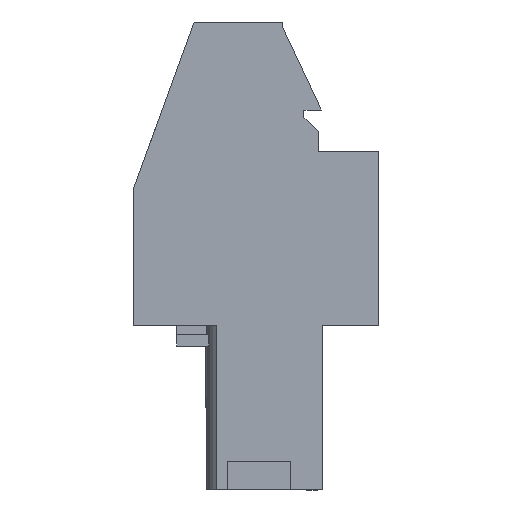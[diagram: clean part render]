
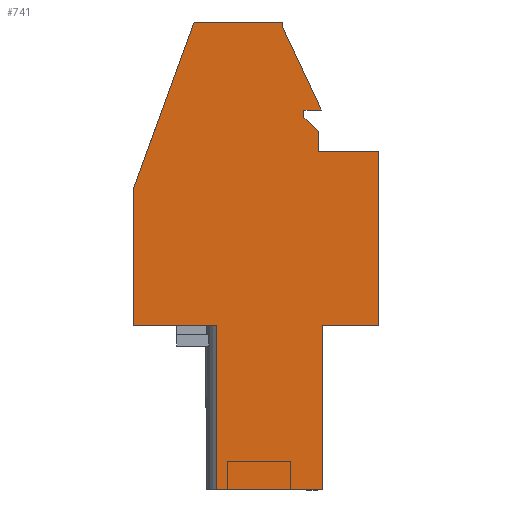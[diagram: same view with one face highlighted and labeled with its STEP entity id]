
A CAD part, left-side view. The second image highlights one B-rep face of the part: STEP entity #741.
In plain terms, the highlighted planar face has unit normal (-1, 0, 0).
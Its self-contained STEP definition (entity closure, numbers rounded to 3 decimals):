
#625=AXIS2_PLACEMENT_3D('Plane Axis2P3D',#622,#623,#624) ;
#49=CARTESIAN_POINT('Vertex',(0.,2.711,7.95)) ;
#52=CARTESIAN_POINT('Line Origine',(0.,2.711,3.975)) ;
#56=CARTESIAN_POINT('Vertex',(0.,2.711,0.)) ;
#107=CARTESIAN_POINT('Line Origine',(0.,1.356,7.95)) ;
#111=CARTESIAN_POINT('Vertex',(0.,0.,7.95)) ;
#622=CARTESIAN_POINT('Axis2P3D Location',(0.,12.132,0.)) ;
#627=CARTESIAN_POINT('Line Origine',(0.,5.261,0.)) ;
#631=CARTESIAN_POINT('Vertex',(0.,7.811,0.)) ;
#634=CARTESIAN_POINT('Line Origine',(0.,0.,12.15)) ;
#638=CARTESIAN_POINT('Vertex',(0.,0.,16.35)) ;
#641=CARTESIAN_POINT('Line Origine',(0.,1.45,16.35)) ;
#645=CARTESIAN_POINT('Vertex',(0.,2.9,16.35)) ;
#648=CARTESIAN_POINT('Line Origine',(0.,2.9,16.825)) ;
#652=CARTESIAN_POINT('Vertex',(0.,2.9,17.3)) ;
#655=CARTESIAN_POINT('Line Origine',(0.,3.25,17.65)) ;
#659=CARTESIAN_POINT('Vertex',(0.,3.6,18.)) ;
#662=CARTESIAN_POINT('Line Origine',(0.,3.6,18.175)) ;
#666=CARTESIAN_POINT('Vertex',(0.,3.6,18.35)) ;
#669=CARTESIAN_POINT('Line Origine',(0.,3.18,18.35)) ;
#673=CARTESIAN_POINT('Vertex',(0.,2.76,18.35)) ;
#676=CARTESIAN_POINT('Line Origine',(0.,3.704,20.375)) ;
#680=CARTESIAN_POINT('Vertex',(0.,4.649,22.4)) ;
#683=CARTESIAN_POINT('Line Origine',(0.,4.649,22.5)) ;
#687=CARTESIAN_POINT('Vertex',(0.,4.649,22.6)) ;
#690=CARTESIAN_POINT('Line Origine',(0.,6.778,22.6)) ;
#694=CARTESIAN_POINT('Vertex',(0.,8.908,22.6)) ;
#697=CARTESIAN_POINT('Line Origine',(0.,10.369,18.586)) ;
#701=CARTESIAN_POINT('Vertex',(0.,11.83,14.572)) ;
#704=CARTESIAN_POINT('Line Origine',(0.,11.83,11.261)) ;
#708=CARTESIAN_POINT('Vertex',(0.,11.83,7.95)) ;
#711=CARTESIAN_POINT('Line Origine',(0.,9.821,7.95)) ;
#715=CARTESIAN_POINT('Vertex',(0.,7.811,7.95)) ;
#718=CARTESIAN_POINT('Line Origine',(0.,7.811,3.975)) ;
#53=DIRECTION('Vector Direction',(0.,0.,1.)) ;
#108=DIRECTION('Vector Direction',(0.,1.,0.)) ;
#623=DIRECTION('Axis2P3D Direction',(-1.,0.,0.)) ;
#624=DIRECTION('Axis2P3D XDirection',(0.,-1.,0.)) ;
#628=DIRECTION('Vector Direction',(0.,1.,0.)) ;
#635=DIRECTION('Vector Direction',(0.,0.,1.)) ;
#642=DIRECTION('Vector Direction',(0.,1.,0.)) ;
#649=DIRECTION('Vector Direction',(0.,0.,1.)) ;
#656=DIRECTION('Vector Direction',(0.,0.707,0.707)) ;
#663=DIRECTION('Vector Direction',(0.,0.,1.)) ;
#670=DIRECTION('Vector Direction',(0.,-1.,0.)) ;
#677=DIRECTION('Vector Direction',(0.,0.423,0.906)) ;
#684=DIRECTION('Vector Direction',(0.,0.,1.)) ;
#691=DIRECTION('Vector Direction',(0.,1.,0.)) ;
#698=DIRECTION('Vector Direction',(0.,0.342,-0.94)) ;
#705=DIRECTION('Vector Direction',(0.,0.,1.)) ;
#712=DIRECTION('Vector Direction',(0.,-1.,0.)) ;
#719=DIRECTION('Vector Direction',(0.,0.,-1.)) ;
#54=VECTOR('Line Direction',#53,1.) ;
#109=VECTOR('Line Direction',#108,1.) ;
#629=VECTOR('Line Direction',#628,1.) ;
#636=VECTOR('Line Direction',#635,1.) ;
#643=VECTOR('Line Direction',#642,1.) ;
#650=VECTOR('Line Direction',#649,1.) ;
#657=VECTOR('Line Direction',#656,1.) ;
#664=VECTOR('Line Direction',#663,1.) ;
#671=VECTOR('Line Direction',#670,1.) ;
#678=VECTOR('Line Direction',#677,1.) ;
#685=VECTOR('Line Direction',#684,1.) ;
#692=VECTOR('Line Direction',#691,1.) ;
#699=VECTOR('Line Direction',#698,1.) ;
#706=VECTOR('Line Direction',#705,1.) ;
#713=VECTOR('Line Direction',#712,1.) ;
#720=VECTOR('Line Direction',#719,1.) ;
#724=ORIENTED_EDGE('',*,*,#633,.T.) ;
#725=ORIENTED_EDGE('',*,*,#58,.T.) ;
#726=ORIENTED_EDGE('',*,*,#113,.T.) ;
#727=ORIENTED_EDGE('',*,*,#640,.T.) ;
#728=ORIENTED_EDGE('',*,*,#647,.T.) ;
#729=ORIENTED_EDGE('',*,*,#654,.T.) ;
#730=ORIENTED_EDGE('',*,*,#661,.T.) ;
#731=ORIENTED_EDGE('',*,*,#668,.T.) ;
#732=ORIENTED_EDGE('',*,*,#675,.T.) ;
#733=ORIENTED_EDGE('',*,*,#682,.T.) ;
#734=ORIENTED_EDGE('',*,*,#689,.T.) ;
#735=ORIENTED_EDGE('',*,*,#696,.T.) ;
#736=ORIENTED_EDGE('',*,*,#703,.T.) ;
#737=ORIENTED_EDGE('',*,*,#710,.T.) ;
#738=ORIENTED_EDGE('',*,*,#717,.F.) ;
#739=ORIENTED_EDGE('',*,*,#722,.T.) ;
#741=ADVANCED_FACE('HOUSING',(#740),#626,.T.) ;
#58=EDGE_CURVE('',#57,#50,#55,.T.) ;
#113=EDGE_CURVE('',#50,#112,#110,.F.) ;
#633=EDGE_CURVE('',#632,#57,#630,.F.) ;
#640=EDGE_CURVE('',#112,#639,#637,.T.) ;
#647=EDGE_CURVE('',#639,#646,#644,.T.) ;
#654=EDGE_CURVE('',#646,#653,#651,.T.) ;
#661=EDGE_CURVE('',#653,#660,#658,.T.) ;
#668=EDGE_CURVE('',#660,#667,#665,.T.) ;
#675=EDGE_CURVE('',#667,#674,#672,.T.) ;
#682=EDGE_CURVE('',#674,#681,#679,.T.) ;
#689=EDGE_CURVE('',#681,#688,#686,.T.) ;
#696=EDGE_CURVE('',#688,#695,#693,.T.) ;
#703=EDGE_CURVE('',#695,#702,#700,.T.) ;
#710=EDGE_CURVE('',#702,#709,#707,.F.) ;
#717=EDGE_CURVE('',#716,#709,#714,.F.) ;
#722=EDGE_CURVE('',#716,#632,#721,.T.) ;
#723=EDGE_LOOP('',(#724,#725,#726,#727,#728,#729,#730,#731,#732,#733,#734,#735,#736,#737,#738,#739)) ;
#740=FACE_OUTER_BOUND('',#723,.T.) ;
#55=LINE('Line',#52,#54) ;
#110=LINE('Line',#107,#109) ;
#630=LINE('Line',#627,#629) ;
#637=LINE('Line',#634,#636) ;
#644=LINE('Line',#641,#643) ;
#651=LINE('Line',#648,#650) ;
#658=LINE('Line',#655,#657) ;
#665=LINE('Line',#662,#664) ;
#672=LINE('Line',#669,#671) ;
#679=LINE('Line',#676,#678) ;
#686=LINE('Line',#683,#685) ;
#693=LINE('Line',#690,#692) ;
#700=LINE('Line',#697,#699) ;
#707=LINE('Line',#704,#706) ;
#714=LINE('Line',#711,#713) ;
#721=LINE('Line',#718,#720) ;
#626=PLANE('',#625) ;
#50=VERTEX_POINT('',#49) ;
#57=VERTEX_POINT('',#56) ;
#112=VERTEX_POINT('',#111) ;
#632=VERTEX_POINT('',#631) ;
#639=VERTEX_POINT('',#638) ;
#646=VERTEX_POINT('',#645) ;
#653=VERTEX_POINT('',#652) ;
#660=VERTEX_POINT('',#659) ;
#667=VERTEX_POINT('',#666) ;
#674=VERTEX_POINT('',#673) ;
#681=VERTEX_POINT('',#680) ;
#688=VERTEX_POINT('',#687) ;
#695=VERTEX_POINT('',#694) ;
#702=VERTEX_POINT('',#701) ;
#709=VERTEX_POINT('',#708) ;
#716=VERTEX_POINT('',#715) ;
